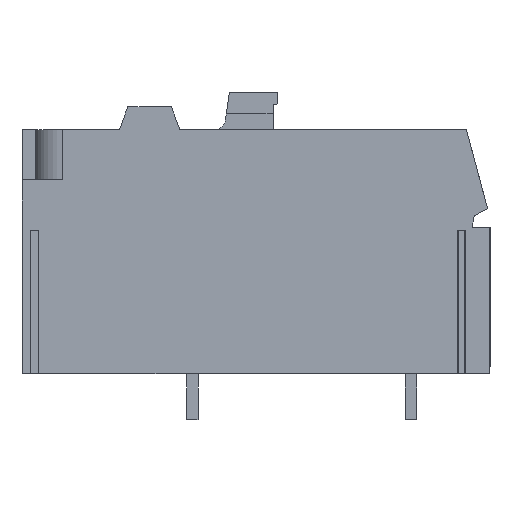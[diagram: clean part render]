
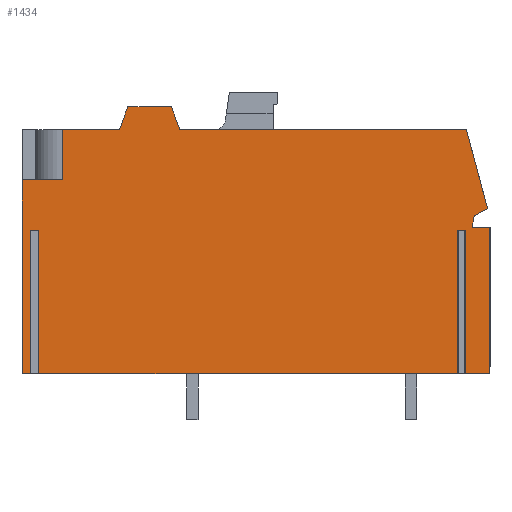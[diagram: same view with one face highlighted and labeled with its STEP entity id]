
A CAD part, left-side view. The second image highlights one B-rep face of the part: STEP entity #1434.
In plain terms, the highlighted planar face has unit normal (-1, 0, 0).
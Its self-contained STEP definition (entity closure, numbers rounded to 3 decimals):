
#1279=AXIS2_PLACEMENT_3D('Plane Axis2P3D',#1276,#1277,#1278) ;
#1008=CARTESIAN_POINT('Vertex',(0.,29.8,20.2)) ;
#1011=CARTESIAN_POINT('Line Origine',(0.,27.804,20.2)) ;
#1015=CARTESIAN_POINT('Vertex',(0.,25.808,20.2)) ;
#1155=CARTESIAN_POINT('Vertex',(0.,32.6,3.2)) ;
#1158=CARTESIAN_POINT('Line Origine',(0.,32.6,9.95)) ;
#1162=CARTESIAN_POINT('Vertex',(0.,32.6,16.7)) ;
#1260=CARTESIAN_POINT('Vertex',(0.,29.8,16.7)) ;
#1263=CARTESIAN_POINT('Line Origine',(0.,29.8,18.45)) ;
#1276=CARTESIAN_POINT('Axis2P3D Location',(0.,5.85,10.5)) ;
#1281=CARTESIAN_POINT('Line Origine',(0.,31.975,8.2)) ;
#1285=CARTESIAN_POINT('Vertex',(0.,31.975,3.2)) ;
#1287=CARTESIAN_POINT('Vertex',(0.,31.975,13.2)) ;
#1290=CARTESIAN_POINT('Line Origine',(0.,31.7,13.2)) ;
#1294=CARTESIAN_POINT('Vertex',(0.,31.425,13.2)) ;
#1297=CARTESIAN_POINT('Line Origine',(0.,31.425,8.2)) ;
#1301=CARTESIAN_POINT('Vertex',(0.,31.425,3.2)) ;
#1304=CARTESIAN_POINT('Line Origine',(0.,16.85,3.2)) ;
#1308=CARTESIAN_POINT('Vertex',(0.,2.275,3.2)) ;
#1311=CARTESIAN_POINT('Line Origine',(0.,2.275,8.2)) ;
#1315=CARTESIAN_POINT('Vertex',(0.,2.275,13.2)) ;
#1318=CARTESIAN_POINT('Line Origine',(0.,2.,13.2)) ;
#1322=CARTESIAN_POINT('Vertex',(0.,1.725,13.2)) ;
#1325=CARTESIAN_POINT('Line Origine',(0.,1.725,8.2)) ;
#1329=CARTESIAN_POINT('Vertex',(0.,1.725,3.2)) ;
#1332=CARTESIAN_POINT('Line Origine',(0.,0.862,3.2)) ;
#1336=CARTESIAN_POINT('Vertex',(0.,0.,3.2)) ;
#1339=CARTESIAN_POINT('Line Origine',(0.,0.,8.3)) ;
#1343=CARTESIAN_POINT('Vertex',(0.,0.,13.4)) ;
#1346=CARTESIAN_POINT('Line Origine',(0.,0.619,13.4)) ;
#1350=CARTESIAN_POINT('Vertex',(0.,1.238,13.4)) ;
#1353=CARTESIAN_POINT('Line Origine',(0.,1.167,13.808)) ;
#1357=CARTESIAN_POINT('Vertex',(0.,1.095,14.217)) ;
#1360=CARTESIAN_POINT('Line Origine',(0.,0.633,14.452)) ;
#1364=CARTESIAN_POINT('Vertex',(0.,0.171,14.688)) ;
#1367=CARTESIAN_POINT('Line Origine',(0.,0.91,17.444)) ;
#1371=CARTESIAN_POINT('Vertex',(0.,1.648,20.2)) ;
#1374=CARTESIAN_POINT('Line Origine',(0.,11.628,20.2)) ;
#1378=CARTESIAN_POINT('Vertex',(0.,21.608,20.2)) ;
#1381=CARTESIAN_POINT('Line Origine',(0.,21.899,21.)) ;
#1385=CARTESIAN_POINT('Vertex',(0.,22.19,21.8)) ;
#1388=CARTESIAN_POINT('Line Origine',(0.,23.708,21.8)) ;
#1392=CARTESIAN_POINT('Vertex',(0.,25.226,21.8)) ;
#1395=CARTESIAN_POINT('Line Origine',(0.,25.517,21.)) ;
#1400=CARTESIAN_POINT('Line Origine',(0.,31.2,16.7)) ;
#1405=CARTESIAN_POINT('Line Origine',(0.,32.287,3.2)) ;
#1012=DIRECTION('Vector Direction',(0.,1.,0.)) ;
#1159=DIRECTION('Vector Direction',(0.,0.,1.)) ;
#1264=DIRECTION('Vector Direction',(0.,0.,1.)) ;
#1277=DIRECTION('Axis2P3D Direction',(1.,0.,0.)) ;
#1278=DIRECTION('Axis2P3D XDirection',(0.,-1.,0.)) ;
#1282=DIRECTION('Vector Direction',(0.,0.,1.)) ;
#1291=DIRECTION('Vector Direction',(0.,1.,0.)) ;
#1298=DIRECTION('Vector Direction',(0.,0.,1.)) ;
#1305=DIRECTION('Vector Direction',(0.,-1.,0.)) ;
#1312=DIRECTION('Vector Direction',(0.,0.,1.)) ;
#1319=DIRECTION('Vector Direction',(0.,1.,0.)) ;
#1326=DIRECTION('Vector Direction',(0.,0.,1.)) ;
#1333=DIRECTION('Vector Direction',(0.,-1.,0.)) ;
#1340=DIRECTION('Vector Direction',(0.,0.,1.)) ;
#1347=DIRECTION('Vector Direction',(0.,-1.,0.)) ;
#1354=DIRECTION('Vector Direction',(0.,-0.172,0.985)) ;
#1361=DIRECTION('Vector Direction',(0.,-0.891,0.454)) ;
#1368=DIRECTION('Vector Direction',(0.,0.259,0.966)) ;
#1375=DIRECTION('Vector Direction',(0.,1.,0.)) ;
#1382=DIRECTION('Vector Direction',(0.,0.342,0.94)) ;
#1389=DIRECTION('Vector Direction',(0.,1.,0.)) ;
#1396=DIRECTION('Vector Direction',(0.,-0.342,0.94)) ;
#1401=DIRECTION('Vector Direction',(0.,1.,0.)) ;
#1406=DIRECTION('Vector Direction',(0.,-1.,0.)) ;
#1013=VECTOR('Line Direction',#1012,1.) ;
#1160=VECTOR('Line Direction',#1159,1.) ;
#1265=VECTOR('Line Direction',#1264,1.) ;
#1283=VECTOR('Line Direction',#1282,1.) ;
#1292=VECTOR('Line Direction',#1291,1.) ;
#1299=VECTOR('Line Direction',#1298,1.) ;
#1306=VECTOR('Line Direction',#1305,1.) ;
#1313=VECTOR('Line Direction',#1312,1.) ;
#1320=VECTOR('Line Direction',#1319,1.) ;
#1327=VECTOR('Line Direction',#1326,1.) ;
#1334=VECTOR('Line Direction',#1333,1.) ;
#1341=VECTOR('Line Direction',#1340,1.) ;
#1348=VECTOR('Line Direction',#1347,1.) ;
#1355=VECTOR('Line Direction',#1354,1.) ;
#1362=VECTOR('Line Direction',#1361,1.) ;
#1369=VECTOR('Line Direction',#1368,1.) ;
#1376=VECTOR('Line Direction',#1375,1.) ;
#1383=VECTOR('Line Direction',#1382,1.) ;
#1390=VECTOR('Line Direction',#1389,1.) ;
#1397=VECTOR('Line Direction',#1396,1.) ;
#1402=VECTOR('Line Direction',#1401,1.) ;
#1407=VECTOR('Line Direction',#1406,1.) ;
#1411=ORIENTED_EDGE('',*,*,#1289,.T.) ;
#1412=ORIENTED_EDGE('',*,*,#1296,.F.) ;
#1413=ORIENTED_EDGE('',*,*,#1303,.F.) ;
#1414=ORIENTED_EDGE('',*,*,#1310,.T.) ;
#1415=ORIENTED_EDGE('',*,*,#1317,.T.) ;
#1416=ORIENTED_EDGE('',*,*,#1324,.F.) ;
#1417=ORIENTED_EDGE('',*,*,#1331,.F.) ;
#1418=ORIENTED_EDGE('',*,*,#1338,.T.) ;
#1419=ORIENTED_EDGE('',*,*,#1345,.T.) ;
#1420=ORIENTED_EDGE('',*,*,#1352,.F.) ;
#1421=ORIENTED_EDGE('',*,*,#1359,.T.) ;
#1422=ORIENTED_EDGE('',*,*,#1366,.T.) ;
#1423=ORIENTED_EDGE('',*,*,#1373,.T.) ;
#1424=ORIENTED_EDGE('',*,*,#1380,.T.) ;
#1425=ORIENTED_EDGE('',*,*,#1387,.T.) ;
#1426=ORIENTED_EDGE('',*,*,#1394,.T.) ;
#1427=ORIENTED_EDGE('',*,*,#1399,.F.) ;
#1428=ORIENTED_EDGE('',*,*,#1017,.T.) ;
#1429=ORIENTED_EDGE('',*,*,#1267,.F.) ;
#1430=ORIENTED_EDGE('',*,*,#1404,.T.) ;
#1431=ORIENTED_EDGE('',*,*,#1164,.F.) ;
#1432=ORIENTED_EDGE('',*,*,#1409,.T.) ;
#1434=ADVANCED_FACE('HOUSING',(#1433),#1280,.F.) ;
#1017=EDGE_CURVE('',#1016,#1009,#1014,.T.) ;
#1164=EDGE_CURVE('',#1156,#1163,#1161,.T.) ;
#1267=EDGE_CURVE('',#1261,#1009,#1266,.T.) ;
#1289=EDGE_CURVE('',#1286,#1288,#1284,.T.) ;
#1296=EDGE_CURVE('',#1295,#1288,#1293,.T.) ;
#1303=EDGE_CURVE('',#1302,#1295,#1300,.T.) ;
#1310=EDGE_CURVE('',#1302,#1309,#1307,.T.) ;
#1317=EDGE_CURVE('',#1309,#1316,#1314,.T.) ;
#1324=EDGE_CURVE('',#1323,#1316,#1321,.T.) ;
#1331=EDGE_CURVE('',#1330,#1323,#1328,.T.) ;
#1338=EDGE_CURVE('',#1330,#1337,#1335,.T.) ;
#1345=EDGE_CURVE('',#1337,#1344,#1342,.T.) ;
#1352=EDGE_CURVE('',#1351,#1344,#1349,.T.) ;
#1359=EDGE_CURVE('',#1351,#1358,#1356,.T.) ;
#1366=EDGE_CURVE('',#1358,#1365,#1363,.T.) ;
#1373=EDGE_CURVE('',#1365,#1372,#1370,.T.) ;
#1380=EDGE_CURVE('',#1372,#1379,#1377,.T.) ;
#1387=EDGE_CURVE('',#1379,#1386,#1384,.T.) ;
#1394=EDGE_CURVE('',#1386,#1393,#1391,.T.) ;
#1399=EDGE_CURVE('',#1016,#1393,#1398,.T.) ;
#1404=EDGE_CURVE('',#1261,#1163,#1403,.T.) ;
#1409=EDGE_CURVE('',#1156,#1286,#1408,.T.) ;
#1410=EDGE_LOOP('',(#1411,#1412,#1413,#1414,#1415,#1416,#1417,#1418,#1419,#1420,#1421,#1422,#1423,#1424,#1425,#1426,#1427,#1428,#1429,#1430,#1431,#1432)) ;
#1433=FACE_OUTER_BOUND('',#1410,.T.) ;
#1014=LINE('Line',#1011,#1013) ;
#1161=LINE('Line',#1158,#1160) ;
#1266=LINE('Line',#1263,#1265) ;
#1284=LINE('Line',#1281,#1283) ;
#1293=LINE('Line',#1290,#1292) ;
#1300=LINE('Line',#1297,#1299) ;
#1307=LINE('Line',#1304,#1306) ;
#1314=LINE('Line',#1311,#1313) ;
#1321=LINE('Line',#1318,#1320) ;
#1328=LINE('Line',#1325,#1327) ;
#1335=LINE('Line',#1332,#1334) ;
#1342=LINE('Line',#1339,#1341) ;
#1349=LINE('Line',#1346,#1348) ;
#1356=LINE('Line',#1353,#1355) ;
#1363=LINE('Line',#1360,#1362) ;
#1370=LINE('Line',#1367,#1369) ;
#1377=LINE('Line',#1374,#1376) ;
#1384=LINE('Line',#1381,#1383) ;
#1391=LINE('Line',#1388,#1390) ;
#1398=LINE('Line',#1395,#1397) ;
#1403=LINE('Line',#1400,#1402) ;
#1408=LINE('Line',#1405,#1407) ;
#1280=PLANE('',#1279) ;
#1009=VERTEX_POINT('',#1008) ;
#1016=VERTEX_POINT('',#1015) ;
#1156=VERTEX_POINT('',#1155) ;
#1163=VERTEX_POINT('',#1162) ;
#1261=VERTEX_POINT('',#1260) ;
#1286=VERTEX_POINT('',#1285) ;
#1288=VERTEX_POINT('',#1287) ;
#1295=VERTEX_POINT('',#1294) ;
#1302=VERTEX_POINT('',#1301) ;
#1309=VERTEX_POINT('',#1308) ;
#1316=VERTEX_POINT('',#1315) ;
#1323=VERTEX_POINT('',#1322) ;
#1330=VERTEX_POINT('',#1329) ;
#1337=VERTEX_POINT('',#1336) ;
#1344=VERTEX_POINT('',#1343) ;
#1351=VERTEX_POINT('',#1350) ;
#1358=VERTEX_POINT('',#1357) ;
#1365=VERTEX_POINT('',#1364) ;
#1372=VERTEX_POINT('',#1371) ;
#1379=VERTEX_POINT('',#1378) ;
#1386=VERTEX_POINT('',#1385) ;
#1393=VERTEX_POINT('',#1392) ;
